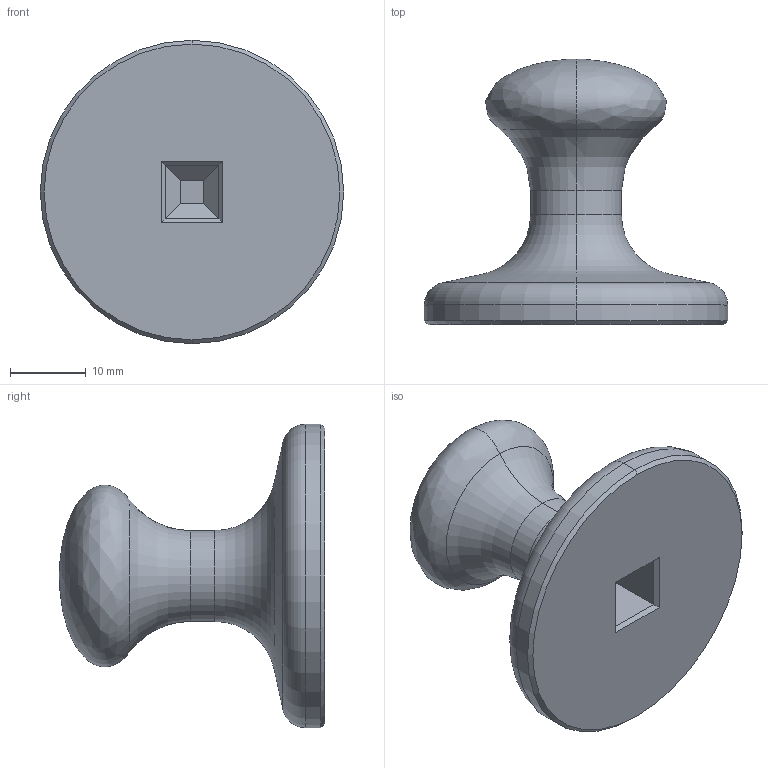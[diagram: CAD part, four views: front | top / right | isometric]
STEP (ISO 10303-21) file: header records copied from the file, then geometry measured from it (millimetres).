
FILE_DESCRIPTION (( 'STEP AP214' ), '1' );
FILE_NAME ('忒瑩瑩簽.', '2024-03-10T13:09:56', ( '' ), ( '' ), 'SwSTEP 2.0', 'SolidWorks 2024', '' );
FILE_SCHEMA (( 'AUTOMOTIVE_DESIGN' ));
Length unit declared in the file: millimetre
Products named in the file (1): 手键键帽
Bounding box: 40 x 35 x 40 mm (x, y, z)
Volume: 13129.7 mm3; surface area: 4945.8 mm2
Topology: 1 solids, 1 shells, 30 faces, 62 edges, 33 vertices
Faces by surface type: plane 14, torus 6, cone 4, cylinder 4, bspline 2
Entity records: 803 total; most frequent: CARTESIAN_POINT 160, DIRECTION 138, ORIENTED_EDGE 120, EDGE_CURVE 60, AXIS2_PLACEMENT_3D 51, LINE 36, VECTOR 36, VERTEX_POINT 33
